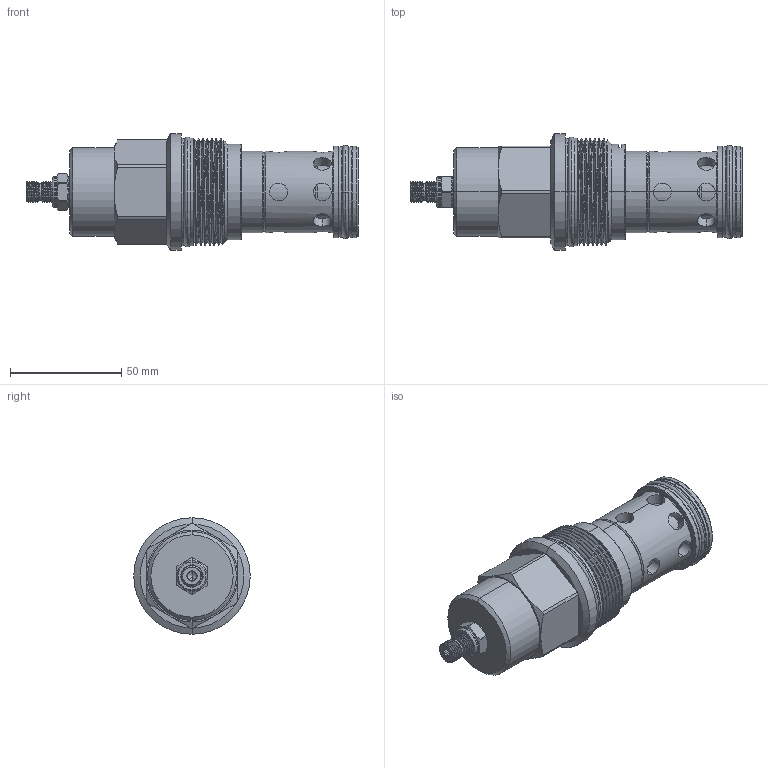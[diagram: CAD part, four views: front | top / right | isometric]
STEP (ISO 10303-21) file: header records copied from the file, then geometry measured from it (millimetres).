
FILE_DESCRIPTION (( 'STEP AP203' ), '1' );
FILE_NAME ('CV18A20-L.STEP', '2022-11-24T02:48:22', ( '' ), ( '' ), 'SwSTEP 2.0', 'SolidWorks 2018', '' );
FILE_SCHEMA (( 'CONFIG_CONTROL_DESIGN' ));
Length unit declared in the file: millimetre
Products named in the file (1): CV18A20-L
Bounding box: 149.3 x 52.37 x 52.37 mm (x, y, z)
Volume: 171879 mm3; surface area: 39655.4 mm2
Topology: 6 solids, 6 shells, 319 faces, 811 edges, 502 vertices
Faces by surface type: cylinder 137, plane 63, cone 53, torus 52, bspline 12, sphere 2
Entity records: 20356 total; most frequent: CARTESIAN_POINT 12905, ORIENTED_EDGE 1610, DIRECTION 1498, EDGE_CURVE 805, AXIS2_PLACEMENT_3D 621, VERTEX_POINT 502, EDGE_LOOP 357, ADVANCED_FACE 319
